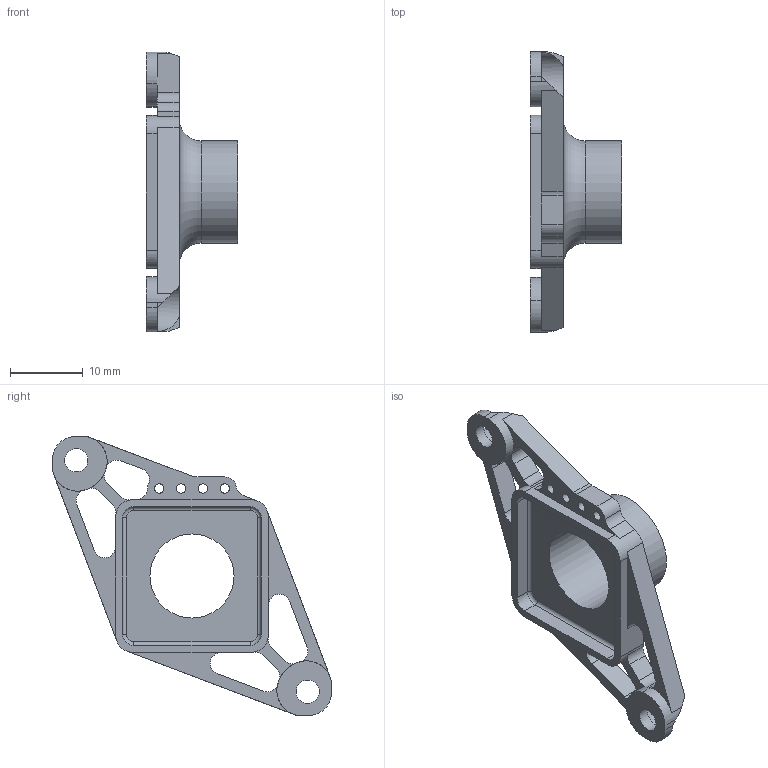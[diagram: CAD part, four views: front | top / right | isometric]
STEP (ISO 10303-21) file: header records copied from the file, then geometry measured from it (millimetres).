
FILE_DESCRIPTION(/* description */ (''),/* implementation_level */ '2;1');
FILE_NAME(/* name */ 'Lens Mount (34V0-LN-MNT) v94.step',/* time_stamp */ '2022-06-14T00:50:29-04:00',/* author */ (''),/* organization */ (''),/* preprocessor_version */ 'ST-DEVELOPER v19',/* originating_system */ 'Autodesk Translation Framework v11.7.0.108',/* authorisation */ '');
FILE_SCHEMA (('AUTOMOTIVE_DESIGN { 1 0 10303 214 3 1 1 }'));
Length unit declared in the file: millimetre
Products named in the file (2): Lens Mount (34V0-LN-MNT); Component2
Assembly tree (1 placements, depth 2):
  Lens Mount (34V0-LN-MNT)
    Component2
Bounding box: 12.5 x 38.39 x 38.39 mm (x, y, z)
Volume: 2086.6 mm3; surface area: 2945.7 mm2
Topology: 1 solids, 1 shells, 100 faces, 287 edges, 187 vertices
Faces by surface type: cylinder 51, plane 44, torus 5
Full cylindrical faces by diameter (mm): 1.3 x4, 3.2 x2, 11.529 x1, 14 x1
Entity records: 3423 total; most frequent: DIRECTION 625, CARTESIAN_POINT 577, ORIENTED_EDGE 574, EDGE_CURVE 287, AXIS2_PLACEMENT_3D 235, VERTEX_POINT 187, LINE 155, VECTOR 155
